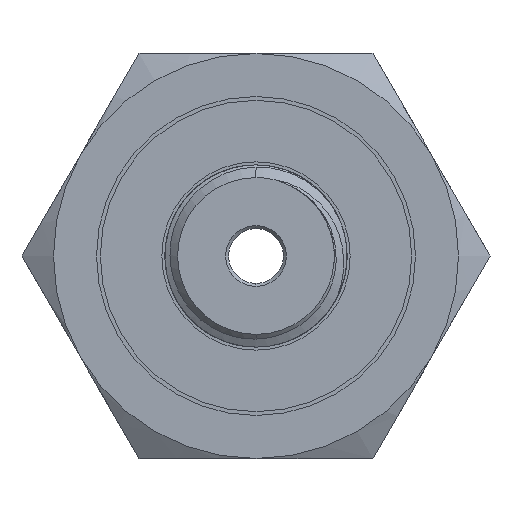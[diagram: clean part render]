
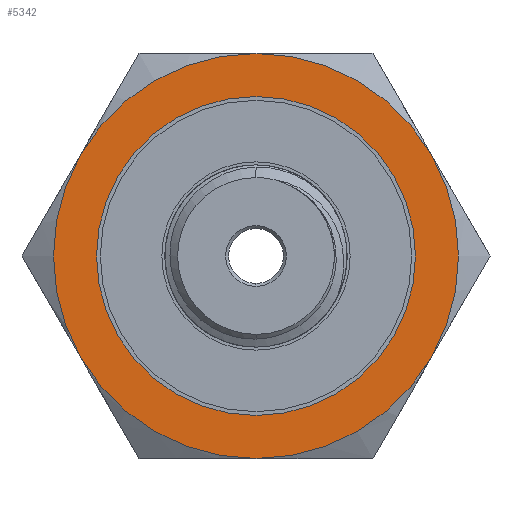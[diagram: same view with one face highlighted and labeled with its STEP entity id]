
A CAD part, left-side view. The second image highlights one B-rep face of the part: STEP entity #5342.
In plain terms, the highlighted planar face has unit normal (-1, 0, 0).
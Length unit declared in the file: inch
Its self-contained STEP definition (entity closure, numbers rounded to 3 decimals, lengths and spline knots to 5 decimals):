
#30 = CIRCLE ( 'NONE', #5952, 0.3435 ) ;
#339 = AXIS2_PLACEMENT_3D ( 'NONE', #6839, #9039, #3999 ) ;
#459 = DIRECTION ( 'NONE',  ( -1., 0., 0. ) ) ;
#501 = CARTESIAN_POINT ( 'NONE',  ( 0.285, 0., 0. ) ) ;
#1039 = FACE_OUTER_BOUND ( 'NONE', #5017, .T. ) ;
#1065 = DIRECTION ( 'NONE',  ( 0., 0., -1. ) ) ;
#1124 = AXIS2_PLACEMENT_3D ( 'NONE', #5534, #7755, #7025 ) ;
#1127 = CARTESIAN_POINT ( 'NONE',  ( 0.285, 0., 0. ) ) ;
#1165 = EDGE_CURVE ( 'NONE', #5126, #8738, #30, .T. ) ;
#1175 = CARTESIAN_POINT ( 'NONE',  ( 0.285, 0., -0.3435 ) ) ;
#1198 = DIRECTION ( 'NONE',  ( -1., 0., 0. ) ) ;
#1805 = EDGE_CURVE ( 'NONE', #2631, #4368, #7715, .T. ) ;
#2306 = EDGE_CURVE ( 'NONE', #4368, #2631, #6686, .T. ) ;
#2522 = EDGE_LOOP ( 'NONE', ( #8996, #9202 ) ) ;
#2631 = VERTEX_POINT ( 'NONE', #7473 ) ;
#2659 = PLANE ( 'NONE',  #4207 ) ;
#3273 = DIRECTION ( 'NONE',  ( 1., 0., 0. ) ) ;
#3724 = AXIS2_PLACEMENT_3D ( 'NONE', #1127, #3273, #1065 ) ;
#3999 = DIRECTION ( 'NONE',  ( 0., 0., 1. ) ) ;
#4207 = AXIS2_PLACEMENT_3D ( 'NONE', #7052, #459, #7750 ) ;
#4368 = VERTEX_POINT ( 'NONE', #6346 ) ;
#4882 = FACE_BOUND ( 'NONE', #2522, .T. ) ;
#4977 = CARTESIAN_POINT ( 'NONE',  ( 0.285, 0., 0.3435 ) ) ;
#5017 = EDGE_LOOP ( 'NONE', ( #5478, #8876 ) ) ;
#5099 = EDGE_CURVE ( 'NONE', #8738, #5126, #8485, .T. ) ;
#5126 = VERTEX_POINT ( 'NONE', #4977 ) ;
#5342 = ADVANCED_FACE ( 'NONE', ( #4882, #1039 ), #2659, .T. ) ;
#5478 = ORIENTED_EDGE ( 'NONE', *, *, #5099, .T. ) ;
#5534 = CARTESIAN_POINT ( 'NONE',  ( 0.285, 0., 0. ) ) ;
#5952 = AXIS2_PLACEMENT_3D ( 'NONE', #501, #1198, #8354 ) ;
#6346 = CARTESIAN_POINT ( 'NONE',  ( 0.285, 0., -0.2705 ) ) ;
#6686 = CIRCLE ( 'NONE', #1124, 0.2705 ) ;
#6839 = CARTESIAN_POINT ( 'NONE',  ( 0.285, 0., 0. ) ) ;
#7025 = DIRECTION ( 'NONE',  ( 0., 0., -1. ) ) ;
#7052 = CARTESIAN_POINT ( 'NONE',  ( 0.285, 0.2705, 0. ) ) ;
#7473 = CARTESIAN_POINT ( 'NONE',  ( 0.285, 0., 0.2705 ) ) ;
#7715 = CIRCLE ( 'NONE', #3724, 0.2705 ) ;
#7750 = DIRECTION ( 'NONE',  ( 0., 0., 1. ) ) ;
#7755 = DIRECTION ( 'NONE',  ( 1., 0., 0. ) ) ;
#8354 = DIRECTION ( 'NONE',  ( 0., 0., 1. ) ) ;
#8485 = CIRCLE ( 'NONE', #339, 0.3435 ) ;
#8738 = VERTEX_POINT ( 'NONE', #1175 ) ;
#8876 = ORIENTED_EDGE ( 'NONE', *, *, #1165, .T. ) ;
#8996 = ORIENTED_EDGE ( 'NONE', *, *, #2306, .T. ) ;
#9039 = DIRECTION ( 'NONE',  ( -1., 0., 0. ) ) ;
#9202 = ORIENTED_EDGE ( 'NONE', *, *, #1805, .T. ) ;
